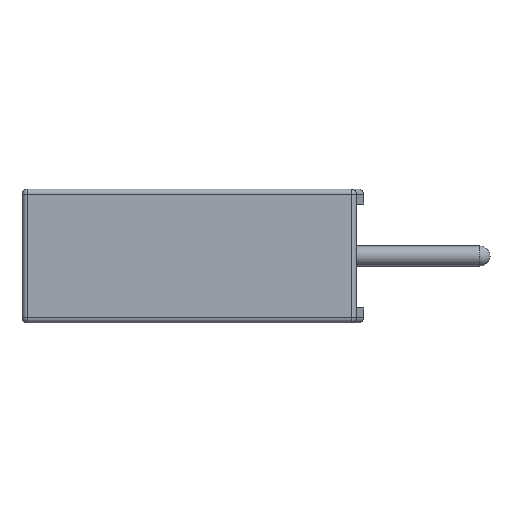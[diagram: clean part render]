
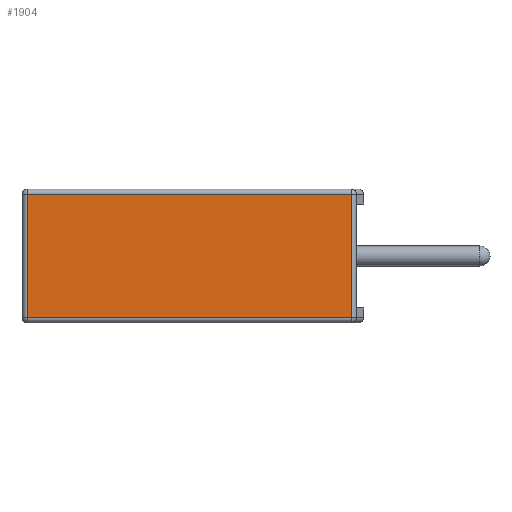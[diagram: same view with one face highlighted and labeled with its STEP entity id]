
A CAD part, left-side view. The second image highlights one B-rep face of the part: STEP entity #1904.
In plain terms, the highlighted planar face has unit normal (-1, 0, 0).
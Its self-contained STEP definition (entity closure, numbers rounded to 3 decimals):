
#35 = PLANE ( 'NONE',  #3905 ) ;
#292 = CARTESIAN_POINT ( 'NONE',  ( -6.25, 0., -1.85 ) ) ;
#364 = DIRECTION ( 'NONE',  ( 0., 0., 1. ) ) ;
#589 = ORIENTED_EDGE ( 'NONE', *, *, #4260, .T. ) ;
#682 = LINE ( 'NONE', #786, #2895 ) ;
#786 = CARTESIAN_POINT ( 'NONE',  ( -6.25, -4.85, 2. ) ) ;
#856 = VERTEX_POINT ( 'NONE', #4448 ) ;
#960 = CARTESIAN_POINT ( 'NONE',  ( -6.25, 4.85, -1.85 ) ) ;
#1265 = VERTEX_POINT ( 'NONE', #2022 ) ;
#1483 = EDGE_LOOP ( 'NONE', ( #2064, #3189, #589, #4415 ) ) ;
#1562 = LINE ( 'NONE', #292, #4299 ) ;
#1619 = LINE ( 'NONE', #2106, #3352 ) ;
#1904 = ADVANCED_FACE ( 'NONE', ( #5169 ), #35, .F. ) ;
#1916 = CARTESIAN_POINT ( 'NONE',  ( -6.25, 5., 1.85 ) ) ;
#2022 = CARTESIAN_POINT ( 'NONE',  ( -6.25, 4.85, 1.85 ) ) ;
#2064 = ORIENTED_EDGE ( 'NONE', *, *, #3561, .T. ) ;
#2078 = EDGE_CURVE ( 'NONE', #856, #2496, #682, .T. ) ;
#2106 = CARTESIAN_POINT ( 'NONE',  ( -6.25, 4.85, -2. ) ) ;
#2340 = DIRECTION ( 'NONE',  ( 0., 1., 0. ) ) ;
#2496 = VERTEX_POINT ( 'NONE', #3331 ) ;
#2895 = VECTOR ( 'NONE', #364, 1000. ) ;
#2940 = DIRECTION ( 'NONE',  ( 0., 0., -1. ) ) ;
#3005 = DIRECTION ( 'NONE',  ( 1., 0., 0. ) ) ;
#3038 = CARTESIAN_POINT ( 'NONE',  ( -6.25, 0., 2. ) ) ;
#3189 = ORIENTED_EDGE ( 'NONE', *, *, #2078, .T. ) ;
#3331 = CARTESIAN_POINT ( 'NONE',  ( -6.25, -4.85, 1.85 ) ) ;
#3352 = VECTOR ( 'NONE', #2940, 1000. ) ;
#3387 = DIRECTION ( 'NONE',  ( 0., 0., -1. ) ) ;
#3420 = VECTOR ( 'NONE', #2340, 1000. ) ;
#3561 = EDGE_CURVE ( 'NONE', #3992, #856, #1562, .T. ) ;
#3905 = AXIS2_PLACEMENT_3D ( 'NONE', #3038, #3005, #3387 ) ;
#3992 = VERTEX_POINT ( 'NONE', #960 ) ;
#4260 = EDGE_CURVE ( 'NONE', #2496, #1265, #4870, .T. ) ;
#4299 = VECTOR ( 'NONE', #5535, 1000. ) ;
#4415 = ORIENTED_EDGE ( 'NONE', *, *, #5391, .T. ) ;
#4448 = CARTESIAN_POINT ( 'NONE',  ( -6.25, -4.85, -1.85 ) ) ;
#4870 = LINE ( 'NONE', #1916, #3420 ) ;
#5169 = FACE_OUTER_BOUND ( 'NONE', #1483, .T. ) ;
#5391 = EDGE_CURVE ( 'NONE', #1265, #3992, #1619, .T. ) ;
#5535 = DIRECTION ( 'NONE',  ( 0., -1., 0. ) ) ;
